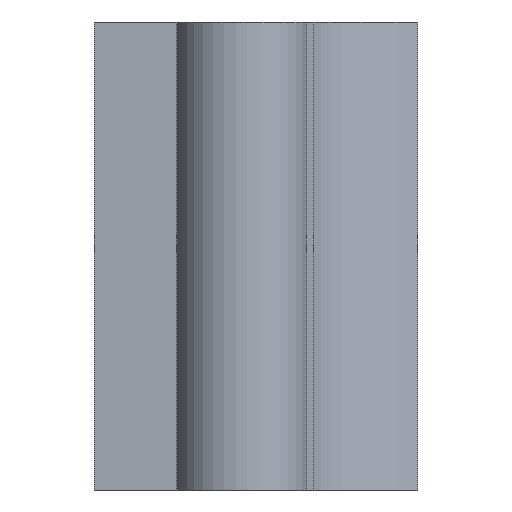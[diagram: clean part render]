
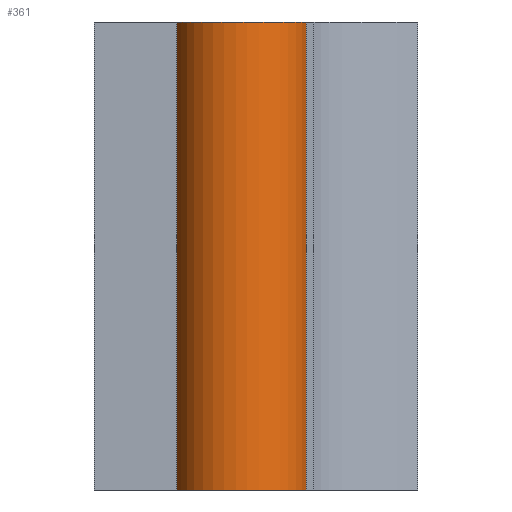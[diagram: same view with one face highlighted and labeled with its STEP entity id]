
A CAD part, left-side view. The second image highlights one B-rep face of the part: STEP entity #361.
In plain terms, the highlighted cylindrical face has radius 3.9 mm (diameter 7.8 mm), a partial arc.
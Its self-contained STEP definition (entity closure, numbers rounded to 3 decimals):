
#16=CYLINDRICAL_SURFACE('',#397,3.9);
#29=FACE_OUTER_BOUND('',#48,.T.);
#48=EDGE_LOOP('',(#297,#298,#299,#300));
#58=CIRCLE('',#386,3.9);
#61=CIRCLE('',#392,3.9);
#102=LINE('',#666,#144);
#103=LINE('',#667,#145);
#144=VECTOR('',#470,10.);
#145=VECTOR('',#471,10.);
#154=VERTEX_POINT('',#526);
#155=VERTEX_POINT('',#528);
#181=VERTEX_POINT('',#635);
#182=VERTEX_POINT('',#637);
#188=EDGE_CURVE('',#155,#154,#58,.T.);
#221=EDGE_CURVE('',#181,#182,#61,.T.);
#229=EDGE_CURVE('',#155,#181,#102,.T.);
#230=EDGE_CURVE('',#154,#182,#103,.T.);
#297=ORIENTED_EDGE('',*,*,#229,.F.);
#298=ORIENTED_EDGE('',*,*,#188,.T.);
#299=ORIENTED_EDGE('',*,*,#230,.T.);
#300=ORIENTED_EDGE('',*,*,#221,.F.);
#361=ADVANCED_FACE('',(#29),#16,.T.);
#386=AXIS2_PLACEMENT_3D('',#529,#412,#413);
#392=AXIS2_PLACEMENT_3D('',#638,#452,#453);
#397=AXIS2_PLACEMENT_3D('',#665,#468,#469);
#412=DIRECTION('center_axis',(0.,0.,1.));
#413=DIRECTION('ref_axis',(0.359,0.933,0.));
#452=DIRECTION('center_axis',(0.,0.,1.));
#453=DIRECTION('ref_axis',(0.359,0.933,0.));
#468=DIRECTION('center_axis',(0.,0.,1.));
#469=DIRECTION('ref_axis',(-1.,0.,0.));
#470=DIRECTION('',(0.,0.,1.));
#471=DIRECTION('',(0.,0.,1.));
#526=CARTESIAN_POINT('',(-1.1,-5.742,0.));
#528=CARTESIAN_POINT('',(-1.1,1.742,0.));
#529=CARTESIAN_POINT('Origin',(0.,-2.,0.));
#635=CARTESIAN_POINT('',(-1.1,1.742,27.));
#637=CARTESIAN_POINT('',(-1.1,-5.742,27.));
#638=CARTESIAN_POINT('Origin',(0.,-2.,27.));
#665=CARTESIAN_POINT('Origin',(0.,-2.,0.));
#666=CARTESIAN_POINT('',(-1.1,1.742,0.));
#667=CARTESIAN_POINT('',(-1.1,-5.742,0.));
